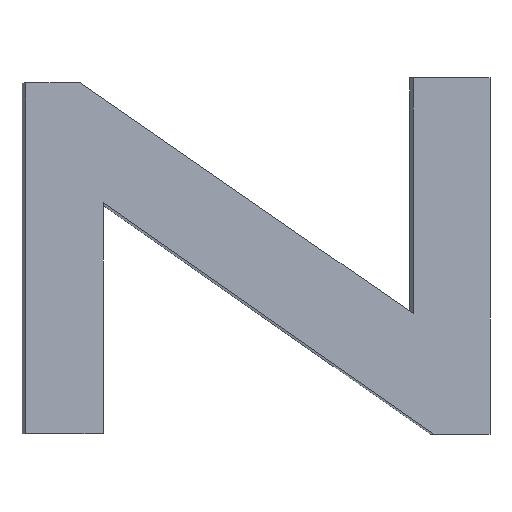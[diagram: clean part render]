
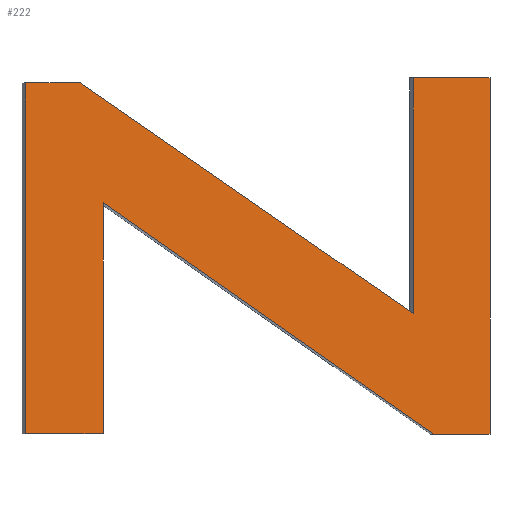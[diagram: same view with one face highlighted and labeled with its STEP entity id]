
A CAD part, top view. The second image highlights one B-rep face of the part: STEP entity #222.
In plain terms, the highlighted planar face has unit normal (0.116, 0, 0.993).
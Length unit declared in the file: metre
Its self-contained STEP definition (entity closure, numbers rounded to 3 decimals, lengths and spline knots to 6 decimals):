
#34=ORIENTED_EDGE('',*,*,#88,.F.);
#35=ORIENTED_EDGE('',*,*,#89,.F.);
#36=ORIENTED_EDGE('',*,*,#90,.F.);
#37=ORIENTED_EDGE('',*,*,#91,.F.);
#38=ORIENTED_EDGE('',*,*,#92,.F.);
#39=ORIENTED_EDGE('',*,*,#93,.F.);
#40=ORIENTED_EDGE('',*,*,#94,.F.);
#41=ORIENTED_EDGE('',*,*,#95,.F.);
#42=ORIENTED_EDGE('',*,*,#86,.F.);
#43=ORIENTED_EDGE('',*,*,#84,.F.);
#84=EDGE_CURVE('',#113,#112,#134,.T.);
#86=EDGE_CURVE('',#112,#114,#136,.T.);
#88=EDGE_CURVE('',#115,#113,#138,.T.);
#89=EDGE_CURVE('',#116,#115,#139,.T.);
#90=EDGE_CURVE('',#117,#116,#140,.T.);
#91=EDGE_CURVE('',#118,#117,#141,.T.);
#92=EDGE_CURVE('',#119,#118,#142,.T.);
#93=EDGE_CURVE('',#120,#119,#143,.T.);
#94=EDGE_CURVE('',#121,#120,#144,.T.);
#95=EDGE_CURVE('',#114,#121,#145,.T.);
#112=VERTEX_POINT('',#335);
#113=VERTEX_POINT('',#337);
#114=VERTEX_POINT('',#341);
#115=VERTEX_POINT('',#345);
#116=VERTEX_POINT('',#349);
#117=VERTEX_POINT('',#351);
#118=VERTEX_POINT('',#353);
#119=VERTEX_POINT('',#355);
#120=VERTEX_POINT('',#357);
#121=VERTEX_POINT('',#359);
#134=LINE('',#338,#164);
#136=LINE('',#342,#166);
#138=LINE('',#346,#168);
#139=LINE('',#348,#169);
#140=LINE('',#350,#170);
#141=LINE('',#352,#171);
#142=LINE('',#354,#172);
#143=LINE('',#356,#173);
#144=LINE('',#358,#174);
#145=LINE('',#360,#175);
#164=VECTOR('',#273,1.);
#166=VECTOR('',#277,1.);
#168=VECTOR('',#281,1.);
#169=VECTOR('',#284,1.);
#170=VECTOR('',#285,1.);
#171=VECTOR('',#286,1.);
#172=VECTOR('',#287,1.);
#173=VECTOR('',#288,1.);
#174=VECTOR('',#289,1.);
#175=VECTOR('',#290,1.);
#186=EDGE_LOOP('',(#34,#35,#36,#37,#38,#39,#40,#41,#42,#43));
#198=FACE_BOUND('',#186,.T.);
#210=PLANE('',#247);
#222=ADVANCED_FACE('',(#198),#210,.T.);
#247=AXIS2_PLACEMENT_3D('',#347,#282,#283);
#273=DIRECTION('',(0.993,0.,-0.116));
#277=DIRECTION('',(0.,-1.,0.));
#281=DIRECTION('',(0.,1.,0.));
#282=DIRECTION('',(0.116,0.,0.993));
#283=DIRECTION('',(0.993,0.,-0.116));
#284=DIRECTION('',(0.818,-0.567,-0.095));
#285=DIRECTION('',(0.993,0.,-0.116));
#286=DIRECTION('',(0.,1.,0.));
#287=DIRECTION('',(-0.993,0.,0.116));
#288=DIRECTION('',(0.,-1.,0.));
#289=DIRECTION('',(-0.816,0.57,0.095));
#290=DIRECTION('',(-0.993,0.,0.116));
#335=CARTESIAN_POINT('',(-0.254042,0.229081,0.038861));
#337=CARTESIAN_POINT('',(-0.255016,0.229081,0.038974));
#338=CARTESIAN_POINT('',(-0.254529,0.229081,0.038918));
#341=CARTESIAN_POINT('',(-0.254042,0.224568,0.038861));
#342=CARTESIAN_POINT('',(-0.254042,0.226824,0.038861));
#345=CARTESIAN_POINT('',(-0.255016,0.226094,0.038974));
#346=CARTESIAN_POINT('',(-0.255016,0.227587,0.038974));
#347=CARTESIAN_POINT('',(-0.195252,0.325877,0.032017));
#348=CARTESIAN_POINT('',(-0.257124,0.227555,0.03922));
#349=CARTESIAN_POINT('',(-0.259232,0.229016,0.039465));
#350=CARTESIAN_POINT('',(-0.259579,0.229016,0.039506));
#351=CARTESIAN_POINT('',(-0.259926,0.229016,0.039546));
#352=CARTESIAN_POINT('',(-0.259926,0.226794,0.039546));
#353=CARTESIAN_POINT('',(-0.259926,0.224572,0.039546));
#354=CARTESIAN_POINT('',(-0.259436,0.224572,0.039489));
#355=CARTESIAN_POINT('',(-0.258945,0.224572,0.039432));
#356=CARTESIAN_POINT('',(-0.258945,0.226034,0.039432));
#357=CARTESIAN_POINT('',(-0.258945,0.227497,0.039432));
#358=CARTESIAN_POINT('',(-0.256849,0.226032,0.039188));
#359=CARTESIAN_POINT('',(-0.254753,0.224568,0.038944));
#360=CARTESIAN_POINT('',(-0.254397,0.224568,0.038902));
